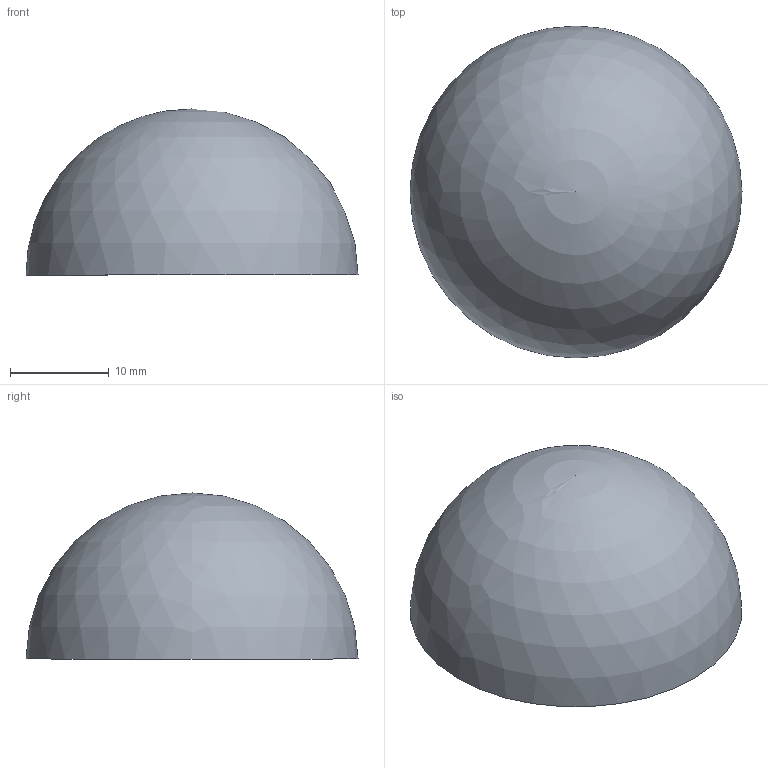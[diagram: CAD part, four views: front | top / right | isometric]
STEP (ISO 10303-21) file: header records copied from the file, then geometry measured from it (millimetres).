
FILE_DESCRIPTION (( 'STEP AP203' ), '1' );
FILE_NAME ('620033.step', '2020-07-15T11:51:20', ( '' ), ( '' ), 'SwSTEP 2.0', 'SolidWorks 2018', '' );
FILE_SCHEMA (( 'CONFIG_CONTROL_DESIGN' ));
Length unit declared in the file: millimetre
Products named in the file (1): 620033
Bounding box: 33.7 x 33.7 x 16.85 mm (x, y, z)
Volume: 3161 mm3; surface area: 3372.7 mm2
Topology: 1 solids, 1 shells, 201 faces, 542 edges, 362 vertices
Faces by surface type: bspline 109, plane 70, sphere 22
Entity records: 10798 total; most frequent: CARTESIAN_POINT 6298, ORIENTED_EDGE 1076, DIRECTION 648, EDGE_CURVE 538, VERTEX_POINT 360, AXIS2_PLACEMENT_3D 235, EDGE_LOOP 222, B_SPLINE_CURVE_WITH_KNOTS 218
